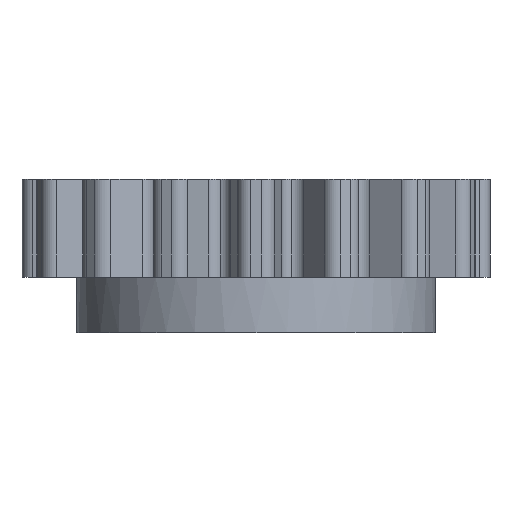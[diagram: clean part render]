
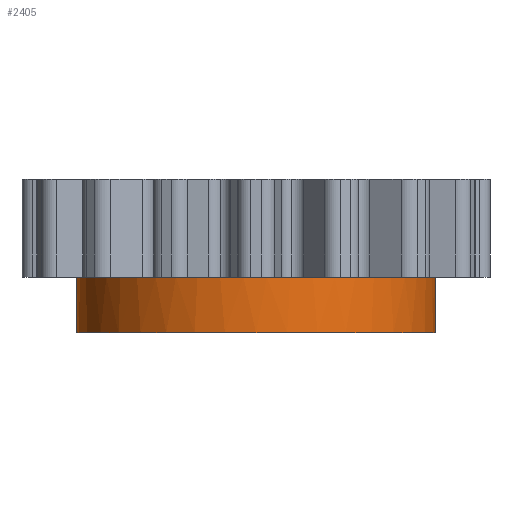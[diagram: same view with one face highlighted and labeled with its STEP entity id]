
A CAD part, front view. The second image highlights one B-rep face of the part: STEP entity #2405.
In plain terms, the highlighted cylindrical face has radius 6.985 mm (diameter 13.97 mm), a full revolution.
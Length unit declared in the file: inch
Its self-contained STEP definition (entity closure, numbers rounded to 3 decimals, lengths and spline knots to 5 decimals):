
#102=FACE_OUTER_BOUND('',#236,.T.);
#236=EDGE_LOOP('',(#1623,#1624,#1625,#1626,#1627,#1628,#1629,#1630,#1631,
#1632,#1633,#1634,#1635,#1636,#1637,#1638,#1639,#1640,#1641,#1642));
#385=LINE('',#3779,#596);
#596=VECTOR('',#2953,0.275);
#808=CIRCLE('',#2581,0.275);
#809=CIRCLE('',#2582,0.275);
#810=CIRCLE('',#2583,0.275);
#811=CIRCLE('',#2584,0.275);
#812=CIRCLE('',#2585,0.275);
#813=CIRCLE('',#2586,0.275);
#814=CIRCLE('',#2587,0.275);
#815=CIRCLE('',#2588,0.275);
#816=CIRCLE('',#2589,0.275);
#817=CIRCLE('',#2590,0.275);
#818=CIRCLE('',#2591,0.275);
#819=CIRCLE('',#2592,0.275);
#820=CIRCLE('',#2593,0.275);
#821=CIRCLE('',#2594,0.275);
#822=CIRCLE('',#2595,0.275);
#823=CIRCLE('',#2596,0.275);
#824=CIRCLE('',#2597,0.275);
#825=CIRCLE('',#2598,0.275);
#998=VERTEX_POINT('',#3776);
#999=VERTEX_POINT('',#3778);
#1000=VERTEX_POINT('',#3780);
#1001=VERTEX_POINT('',#3782);
#1002=VERTEX_POINT('',#3784);
#1003=VERTEX_POINT('',#3786);
#1004=VERTEX_POINT('',#3788);
#1005=VERTEX_POINT('',#3790);
#1006=VERTEX_POINT('',#3792);
#1007=VERTEX_POINT('',#3794);
#1008=VERTEX_POINT('',#3796);
#1009=VERTEX_POINT('',#3798);
#1010=VERTEX_POINT('',#3800);
#1011=VERTEX_POINT('',#3802);
#1012=VERTEX_POINT('',#3804);
#1013=VERTEX_POINT('',#3806);
#1014=VERTEX_POINT('',#3808);
#1015=VERTEX_POINT('',#3810);
#1245=EDGE_CURVE('',#998,#998,#808,.T.);
#1246=EDGE_CURVE('',#998,#999,#385,.T.);
#1247=EDGE_CURVE('',#1000,#999,#809,.T.);
#1248=EDGE_CURVE('',#1001,#1000,#810,.T.);
#1249=EDGE_CURVE('',#1002,#1001,#811,.T.);
#1250=EDGE_CURVE('',#1003,#1002,#812,.T.);
#1251=EDGE_CURVE('',#1004,#1003,#813,.T.);
#1252=EDGE_CURVE('',#1005,#1004,#814,.T.);
#1253=EDGE_CURVE('',#1006,#1005,#815,.T.);
#1254=EDGE_CURVE('',#1007,#1006,#816,.T.);
#1255=EDGE_CURVE('',#1008,#1007,#817,.T.);
#1256=EDGE_CURVE('',#1009,#1008,#818,.T.);
#1257=EDGE_CURVE('',#1010,#1009,#819,.T.);
#1258=EDGE_CURVE('',#1011,#1010,#820,.T.);
#1259=EDGE_CURVE('',#1012,#1011,#821,.T.);
#1260=EDGE_CURVE('',#1013,#1012,#822,.T.);
#1261=EDGE_CURVE('',#1014,#1013,#823,.T.);
#1262=EDGE_CURVE('',#1015,#1014,#824,.T.);
#1263=EDGE_CURVE('',#999,#1015,#825,.T.);
#1623=ORIENTED_EDGE('',*,*,#1245,.T.);
#1624=ORIENTED_EDGE('',*,*,#1246,.T.);
#1625=ORIENTED_EDGE('',*,*,#1247,.F.);
#1626=ORIENTED_EDGE('',*,*,#1248,.F.);
#1627=ORIENTED_EDGE('',*,*,#1249,.F.);
#1628=ORIENTED_EDGE('',*,*,#1250,.F.);
#1629=ORIENTED_EDGE('',*,*,#1251,.F.);
#1630=ORIENTED_EDGE('',*,*,#1252,.F.);
#1631=ORIENTED_EDGE('',*,*,#1253,.F.);
#1632=ORIENTED_EDGE('',*,*,#1254,.F.);
#1633=ORIENTED_EDGE('',*,*,#1255,.F.);
#1634=ORIENTED_EDGE('',*,*,#1256,.F.);
#1635=ORIENTED_EDGE('',*,*,#1257,.F.);
#1636=ORIENTED_EDGE('',*,*,#1258,.F.);
#1637=ORIENTED_EDGE('',*,*,#1259,.F.);
#1638=ORIENTED_EDGE('',*,*,#1260,.F.);
#1639=ORIENTED_EDGE('',*,*,#1261,.F.);
#1640=ORIENTED_EDGE('',*,*,#1262,.F.);
#1641=ORIENTED_EDGE('',*,*,#1263,.F.);
#1642=ORIENTED_EDGE('',*,*,#1246,.F.);
#2338=CYLINDRICAL_SURFACE('',#2580,0.275);
#2405=ADVANCED_FACE('',(#102),#2338,.T.);
#2580=AXIS2_PLACEMENT_3D('',#3775,#2949,#2950);
#2581=AXIS2_PLACEMENT_3D('',#3777,#2951,#2952);
#2582=AXIS2_PLACEMENT_3D('',#3781,#2954,#2955);
#2583=AXIS2_PLACEMENT_3D('',#3783,#2956,#2957);
#2584=AXIS2_PLACEMENT_3D('',#3785,#2958,#2959);
#2585=AXIS2_PLACEMENT_3D('',#3787,#2960,#2961);
#2586=AXIS2_PLACEMENT_3D('',#3789,#2962,#2963);
#2587=AXIS2_PLACEMENT_3D('',#3791,#2964,#2965);
#2588=AXIS2_PLACEMENT_3D('',#3793,#2966,#2967);
#2589=AXIS2_PLACEMENT_3D('',#3795,#2968,#2969);
#2590=AXIS2_PLACEMENT_3D('',#3797,#2970,#2971);
#2591=AXIS2_PLACEMENT_3D('',#3799,#2972,#2973);
#2592=AXIS2_PLACEMENT_3D('',#3801,#2974,#2975);
#2593=AXIS2_PLACEMENT_3D('',#3803,#2976,#2977);
#2594=AXIS2_PLACEMENT_3D('',#3805,#2978,#2979);
#2595=AXIS2_PLACEMENT_3D('',#3807,#2980,#2981);
#2596=AXIS2_PLACEMENT_3D('',#3809,#2982,#2983);
#2597=AXIS2_PLACEMENT_3D('',#3811,#2984,#2985);
#2598=AXIS2_PLACEMENT_3D('',#3812,#2986,#2987);
#2949=DIRECTION('center_axis',(0.,0.,-1.));
#2950=DIRECTION('ref_axis',(-1.,0.,0.));
#2951=DIRECTION('center_axis',(0.,0.,1.));
#2952=DIRECTION('ref_axis',(1.,0.,0.));
#2953=DIRECTION('',(0.,0.,1.));
#2954=DIRECTION('center_axis',(0.,0.,1.));
#2955=DIRECTION('ref_axis',(1.,0.,0.));
#2956=DIRECTION('center_axis',(0.,0.,1.));
#2957=DIRECTION('ref_axis',(1.,0.,0.));
#2958=DIRECTION('center_axis',(0.,0.,1.));
#2959=DIRECTION('ref_axis',(1.,0.,0.));
#2960=DIRECTION('center_axis',(0.,0.,1.));
#2961=DIRECTION('ref_axis',(1.,0.,0.));
#2962=DIRECTION('center_axis',(0.,0.,1.));
#2963=DIRECTION('ref_axis',(1.,0.,0.));
#2964=DIRECTION('center_axis',(0.,0.,1.));
#2965=DIRECTION('ref_axis',(1.,0.,0.));
#2966=DIRECTION('center_axis',(0.,0.,1.));
#2967=DIRECTION('ref_axis',(1.,0.,0.));
#2968=DIRECTION('center_axis',(0.,0.,1.));
#2969=DIRECTION('ref_axis',(1.,0.,0.));
#2970=DIRECTION('center_axis',(0.,0.,1.));
#2971=DIRECTION('ref_axis',(1.,0.,0.));
#2972=DIRECTION('center_axis',(0.,0.,1.));
#2973=DIRECTION('ref_axis',(1.,0.,0.));
#2974=DIRECTION('center_axis',(0.,0.,1.));
#2975=DIRECTION('ref_axis',(1.,0.,0.));
#2976=DIRECTION('center_axis',(0.,0.,1.));
#2977=DIRECTION('ref_axis',(1.,0.,0.));
#2978=DIRECTION('center_axis',(0.,0.,1.));
#2979=DIRECTION('ref_axis',(1.,0.,0.));
#2980=DIRECTION('center_axis',(0.,0.,1.));
#2981=DIRECTION('ref_axis',(1.,0.,0.));
#2982=DIRECTION('center_axis',(0.,0.,1.));
#2983=DIRECTION('ref_axis',(1.,0.,0.));
#2984=DIRECTION('center_axis',(0.,0.,1.));
#2985=DIRECTION('ref_axis',(1.,0.,0.));
#2986=DIRECTION('center_axis',(0.,0.,1.));
#2987=DIRECTION('ref_axis',(1.,0.,0.));
#3775=CARTESIAN_POINT('Origin',(0.,0.,0.235));
#3776=CARTESIAN_POINT('',(0.275,0.,0.));
#3777=CARTESIAN_POINT('Origin',(0.,0.,0.));
#3778=CARTESIAN_POINT('',(0.275,0.,0.085));
#3779=CARTESIAN_POINT('',(0.275,0.,0.235));
#3780=CARTESIAN_POINT('',(0.26947,-0.05488,0.085));
#3781=CARTESIAN_POINT('Origin',(0.,0.,0.085));
#3782=CARTESIAN_POINT('',(0.22795,-0.15383,0.085));
#3783=CARTESIAN_POINT('Origin',(0.,0.,0.085));
#3784=CARTESIAN_POINT('',(0.15173,-0.22935,0.085));
#3785=CARTESIAN_POINT('Origin',(0.,0.,0.085));
#3786=CARTESIAN_POINT('',(0.05242,-0.26996,0.085));
#3787=CARTESIAN_POINT('Origin',(0.,0.,0.085));
#3788=CARTESIAN_POINT('',(-0.05488,-0.26947,0.085));
#3789=CARTESIAN_POINT('Origin',(0.,0.,0.085));
#3790=CARTESIAN_POINT('',(-0.15383,-0.22795,0.085));
#3791=CARTESIAN_POINT('Origin',(0.,0.,0.085));
#3792=CARTESIAN_POINT('',(-0.22935,-0.15173,0.085));
#3793=CARTESIAN_POINT('Origin',(0.,0.,0.085));
#3794=CARTESIAN_POINT('',(-0.26996,-0.05242,0.085));
#3795=CARTESIAN_POINT('Origin',(0.,0.,0.085));
#3796=CARTESIAN_POINT('',(-0.26947,0.05488,0.085));
#3797=CARTESIAN_POINT('Origin',(0.,0.,0.085));
#3798=CARTESIAN_POINT('',(-0.22795,0.15383,0.085));
#3799=CARTESIAN_POINT('Origin',(0.,0.,0.085));
#3800=CARTESIAN_POINT('',(-0.15173,0.22935,0.085));
#3801=CARTESIAN_POINT('Origin',(0.,0.,0.085));
#3802=CARTESIAN_POINT('',(-0.05242,0.26996,0.085));
#3803=CARTESIAN_POINT('Origin',(0.,0.,0.085));
#3804=CARTESIAN_POINT('',(0.05242,0.26996,0.085));
#3805=CARTESIAN_POINT('Origin',(0.,0.,0.085));
#3806=CARTESIAN_POINT('',(0.15383,0.22795,0.085));
#3807=CARTESIAN_POINT('Origin',(0.,0.,0.085));
#3808=CARTESIAN_POINT('',(0.22935,0.15173,0.085));
#3809=CARTESIAN_POINT('Origin',(0.,0.,0.085));
#3810=CARTESIAN_POINT('',(0.26996,0.05242,0.085));
#3811=CARTESIAN_POINT('Origin',(0.,0.,0.085));
#3812=CARTESIAN_POINT('Origin',(0.,0.,0.085));
